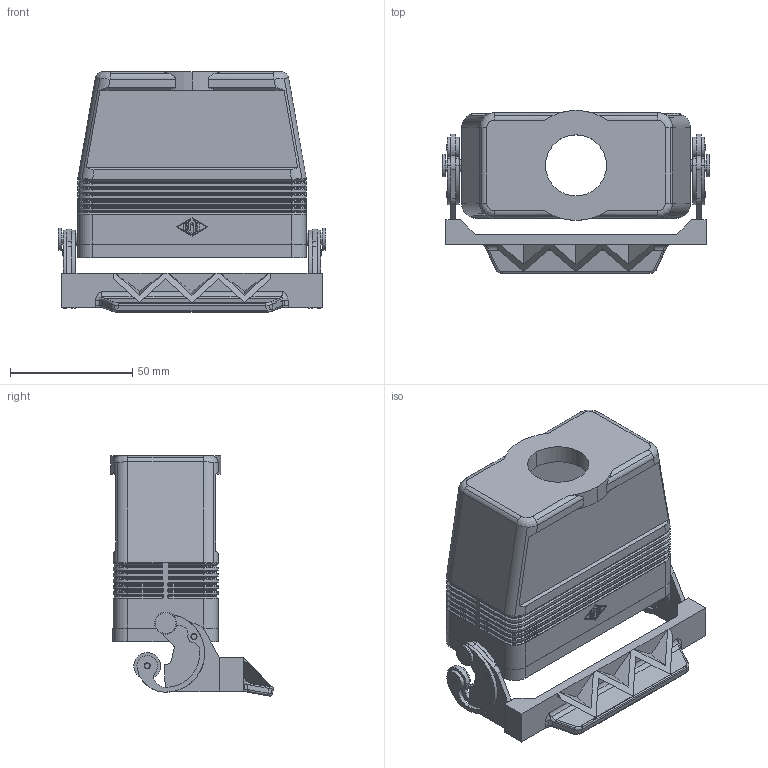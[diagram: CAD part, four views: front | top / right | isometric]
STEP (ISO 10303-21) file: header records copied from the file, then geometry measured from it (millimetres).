
FILE_DESCRIPTION((''),'2;1');
FILE_NAME('MMFV 06 LG25.stp','2006-12-21T11:33:02',('gembarski'),(''),'Autodesk Inventor 7','Autodesk Inventor 7','');
FILE_SCHEMA(('AUTOMOTIVE_DESIGN { 1 0 10303 214 1 1 1 1 }'));
Length unit declared in the file: millimetre
Products named in the file (1): MMFV 06 LG25
Bounding box: 109.5 x 66.59 x 98.37 mm (x, y, z)
Volume: 96987 mm3; surface area: 55792.3 mm2
Topology: 1 solids, 3 shells, 933 faces, 2324 edges, 1410 vertices
Faces by surface type: cylinder 318, bspline 309, plane 220, torus 60, cone 26
Entity records: 33289 total; most frequent: CARTESIAN_POINT 11385, DIRECTION 4658, ORIENTED_EDGE 4620, EDGE_CURVE 2310, AXIS2_PLACEMENT_3D 1747, VERTEX_POINT 1410, VECTOR 1164, LINE 1164
